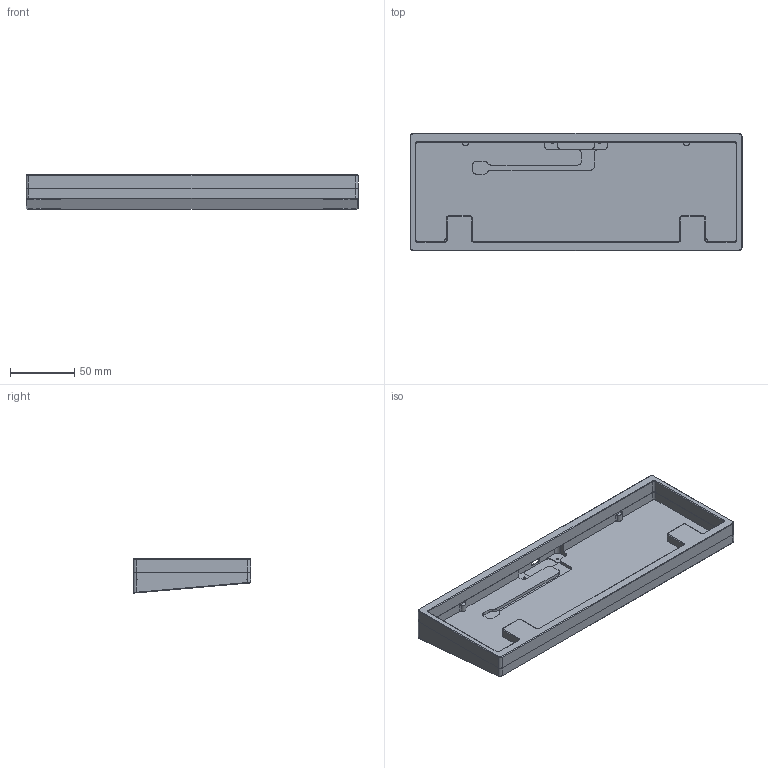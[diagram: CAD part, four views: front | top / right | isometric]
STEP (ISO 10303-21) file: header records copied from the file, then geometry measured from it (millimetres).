
FILE_DESCRIPTION(/* description */ (''),/* implementation_level */ '2;1');
FILE_NAME(/* name */ 'QS-13G xyz.step',/* time_stamp */ '2022-04-28T16:02:28-05:00',/* author */ (''),/* organization */ (''),/* preprocessor_version */ 'ST-DEVELOPER v18.1',/* originating_system */ 'Autodesk Translation Framework v10.14.0.1471',/* authorisation */ '');
FILE_SCHEMA (('AUTOMOTIVE_DESIGN { 1 0 10303 214 3 1 1 }'));
Length unit declared in the file: millimetre
Products named in the file (1): QS-13G
Bounding box: 257.6 x 91.15 x 26.52 mm (x, y, z)
Volume: 189151.3 mm3; surface area: 86100.7 mm2
Topology: 2 solids, 2 shells, 217 faces, 554 edges, 356 vertices
Faces by surface type: plane 105, cylinder 88, cone 16, bspline 8
Full cylindrical faces by diameter (mm): 2 x6, 2.9 x4, 5 x4
Entity records: 6744 total; most frequent: CARTESIAN_POINT 1320, DIRECTION 1146, ORIENTED_EDGE 1108, EDGE_CURVE 554, AXIS2_PLACEMENT_3D 398, VERTEX_POINT 356, LINE 350, VECTOR 350
